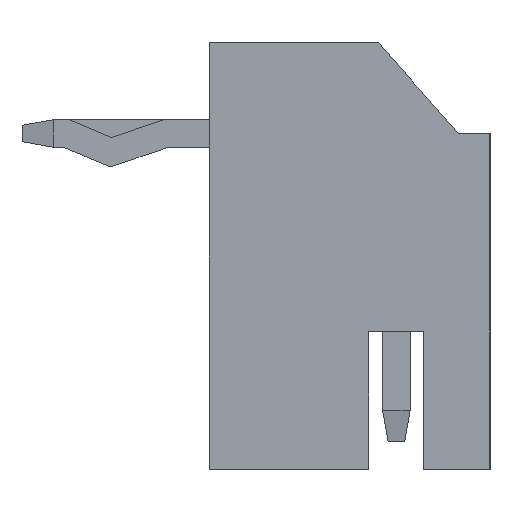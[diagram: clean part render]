
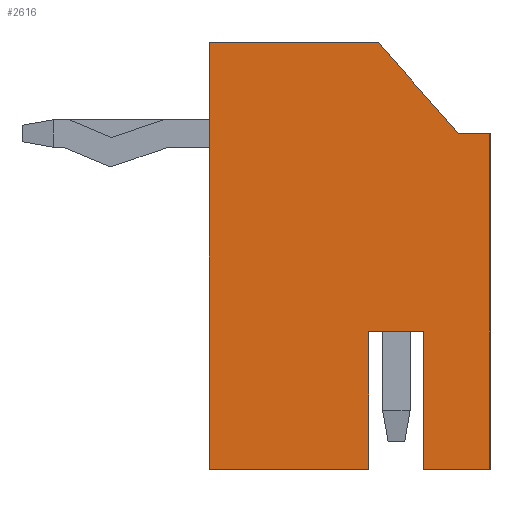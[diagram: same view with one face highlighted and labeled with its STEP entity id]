
A CAD part, left-side view. The second image highlights one B-rep face of the part: STEP entity #2616.
In plain terms, the highlighted planar face has unit normal (-1, 0, 0).
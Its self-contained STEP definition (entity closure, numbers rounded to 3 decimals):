
#1 = VECTOR ( 'NONE', #2163, 1000. ) ;
#336 = CARTESIAN_POINT ( 'NONE',  ( -17.05, 2.55, 7.75 ) ) ;
#356 = LINE ( 'NONE', #1588, #9532 ) ;
#499 = VERTEX_POINT ( 'NONE', #17050 ) ;
#930 = DIRECTION ( 'NONE',  ( 0., 0., -1. ) ) ;
#1008 = EDGE_CURVE ( 'NONE', #499, #9584, #11039, .T. ) ;
#1086 = ORIENTED_EDGE ( 'NONE', *, *, #17168, .F. ) ;
#1337 = VERTEX_POINT ( 'NONE', #5477 ) ;
#1518 = DIRECTION ( 'NONE',  ( 0., -1., 0. ) ) ;
#1567 = DIRECTION ( 'NONE',  ( 0., 0., -1. ) ) ;
#1588 = CARTESIAN_POINT ( 'NONE',  ( -17.05, -2.55, 0. ) ) ;
#1598 = VERTEX_POINT ( 'NONE', #2137 ) ;
#1840 = AXIS2_PLACEMENT_3D ( 'NONE', #14705, #8055, #2871 ) ;
#1968 = ORIENTED_EDGE ( 'NONE', *, *, #11041, .T. ) ;
#2137 = CARTESIAN_POINT ( 'NONE',  ( -17.05, -1.35, 2.5 ) ) ;
#2163 = DIRECTION ( 'NONE',  ( 0., 0., -1. ) ) ;
#2586 = VECTOR ( 'NONE', #9359, 1000. ) ;
#2616 = ADVANCED_FACE ( 'NONE', ( #14792 ), #13481, .F. ) ;
#2763 = EDGE_CURVE ( 'NONE', #3576, #8398, #16539, .T. ) ;
#2871 = DIRECTION ( 'NONE',  ( 0., 0., -1. ) ) ;
#3393 = CARTESIAN_POINT ( 'NONE',  ( -17.05, -1.35, 7.75 ) ) ;
#3458 = VERTEX_POINT ( 'NONE', #7014 ) ;
#3560 = CARTESIAN_POINT ( 'NONE',  ( -17.05, -2.55, 7.75 ) ) ;
#3576 = VERTEX_POINT ( 'NONE', #4730 ) ;
#3741 = CARTESIAN_POINT ( 'NONE',  ( -17.05, -2.55, 7.75 ) ) ;
#3767 = VECTOR ( 'NONE', #1518, 1000. ) ;
#3789 = VECTOR ( 'NONE', #9157, 1000. ) ;
#3906 = DIRECTION ( 'NONE',  ( 0., 1., 0. ) ) ;
#4163 = CARTESIAN_POINT ( 'NONE',  ( -17.05, -1.35, 0. ) ) ;
#4220 = ORIENTED_EDGE ( 'NONE', *, *, #1008, .T. ) ;
#4333 = CARTESIAN_POINT ( 'NONE',  ( -17.05, -2.55, 0. ) ) ;
#4372 = ORIENTED_EDGE ( 'NONE', *, *, #5219, .T. ) ;
#4704 = ORIENTED_EDGE ( 'NONE', *, *, #7773, .T. ) ;
#4706 = CARTESIAN_POINT ( 'NONE',  ( -17.05, -2.55, 6.1 ) ) ;
#4730 = CARTESIAN_POINT ( 'NONE',  ( -17.05, -1.978, 6.1 ) ) ;
#5219 = EDGE_CURVE ( 'NONE', #13096, #1598, #15934, .T. ) ;
#5385 = EDGE_LOOP ( 'NONE', ( #8424, #17307, #1086, #4220, #9765, #1968, #4372, #4704, #16148, #7020 ) ) ;
#5477 = CARTESIAN_POINT ( 'NONE',  ( -17.05, -2.55, 0. ) ) ;
#6024 = CARTESIAN_POINT ( 'NONE',  ( -17.05, -1.41, 6.744 ) ) ;
#6676 = DIRECTION ( 'NONE',  ( 0., -1., 0. ) ) ;
#7014 = CARTESIAN_POINT ( 'NONE',  ( -17.05, -0.35, 0. ) ) ;
#7020 = ORIENTED_EDGE ( 'NONE', *, *, #9389, .F. ) ;
#7704 = VECTOR ( 'NONE', #14250, 1000. ) ;
#7773 = EDGE_CURVE ( 'NONE', #1598, #9482, #8831, .T. ) ;
#8055 = DIRECTION ( 'NONE',  ( 1., 0., 0. ) ) ;
#8109 = LINE ( 'NONE', #4333, #3767 ) ;
#8118 = LINE ( 'NONE', #16179, #9935 ) ;
#8273 = VERTEX_POINT ( 'NONE', #4706 ) ;
#8398 = VERTEX_POINT ( 'NONE', #9326 ) ;
#8424 = ORIENTED_EDGE ( 'NONE', *, *, #10712, .T. ) ;
#8831 = LINE ( 'NONE', #3393, #1 ) ;
#9157 = DIRECTION ( 'NONE',  ( 0., 0., 1. ) ) ;
#9326 = CARTESIAN_POINT ( 'NONE',  ( -17.05, -0.523, 7.75 ) ) ;
#9359 = DIRECTION ( 'NONE',  ( 0., -1., 0. ) ) ;
#9389 = EDGE_CURVE ( 'NONE', #8273, #1337, #14256, .T. ) ;
#9482 = VERTEX_POINT ( 'NONE', #4163 ) ;
#9532 = VECTOR ( 'NONE', #6676, 1000. ) ;
#9584 = VERTEX_POINT ( 'NONE', #14683 ) ;
#9765 = ORIENTED_EDGE ( 'NONE', *, *, #17327, .T. ) ;
#9935 = VECTOR ( 'NONE', #3906, 1000. ) ;
#10245 = VECTOR ( 'NONE', #12772, 1000. ) ;
#10712 = EDGE_CURVE ( 'NONE', #8273, #3576, #8118, .T. ) ;
#11039 = LINE ( 'NONE', #336, #16654 ) ;
#11041 = EDGE_CURVE ( 'NONE', #3458, #13096, #13266, .T. ) ;
#12772 = DIRECTION ( 'NONE',  ( 0., 0.662, 0.75 ) ) ;
#13096 = VERTEX_POINT ( 'NONE', #16966 ) ;
#13266 = LINE ( 'NONE', #15817, #3789 ) ;
#13481 = PLANE ( 'NONE',  #1840 ) ;
#13491 = VECTOR ( 'NONE', #930, 1000. ) ;
#13559 = CARTESIAN_POINT ( 'NONE',  ( -17.05, -2.55, 2.5 ) ) ;
#13755 = LINE ( 'NONE', #3560, #7704 ) ;
#14250 = DIRECTION ( 'NONE',  ( 0., -1., 0. ) ) ;
#14256 = LINE ( 'NONE', #3741, #13491 ) ;
#14683 = CARTESIAN_POINT ( 'NONE',  ( -17.05, 2.55, 0. ) ) ;
#14705 = CARTESIAN_POINT ( 'NONE',  ( -17.05, -2.55, 7.75 ) ) ;
#14792 = FACE_OUTER_BOUND ( 'NONE', #5385, .T. ) ;
#15817 = CARTESIAN_POINT ( 'NONE',  ( -17.05, -0.35, 7.75 ) ) ;
#15934 = LINE ( 'NONE', #13559, #2586 ) ;
#16148 = ORIENTED_EDGE ( 'NONE', *, *, #16648, .T. ) ;
#16179 = CARTESIAN_POINT ( 'NONE',  ( -17.05, -2.55, 6.1 ) ) ;
#16539 = LINE ( 'NONE', #6024, #10245 ) ;
#16648 = EDGE_CURVE ( 'NONE', #9482, #1337, #356, .T. ) ;
#16654 = VECTOR ( 'NONE', #1567, 1000. ) ;
#16966 = CARTESIAN_POINT ( 'NONE',  ( -17.05, -0.35, 2.5 ) ) ;
#17050 = CARTESIAN_POINT ( 'NONE',  ( -17.05, 2.55, 7.75 ) ) ;
#17168 = EDGE_CURVE ( 'NONE', #499, #8398, #13755, .T. ) ;
#17307 = ORIENTED_EDGE ( 'NONE', *, *, #2763, .T. ) ;
#17327 = EDGE_CURVE ( 'NONE', #9584, #3458, #8109, .T. ) ;
